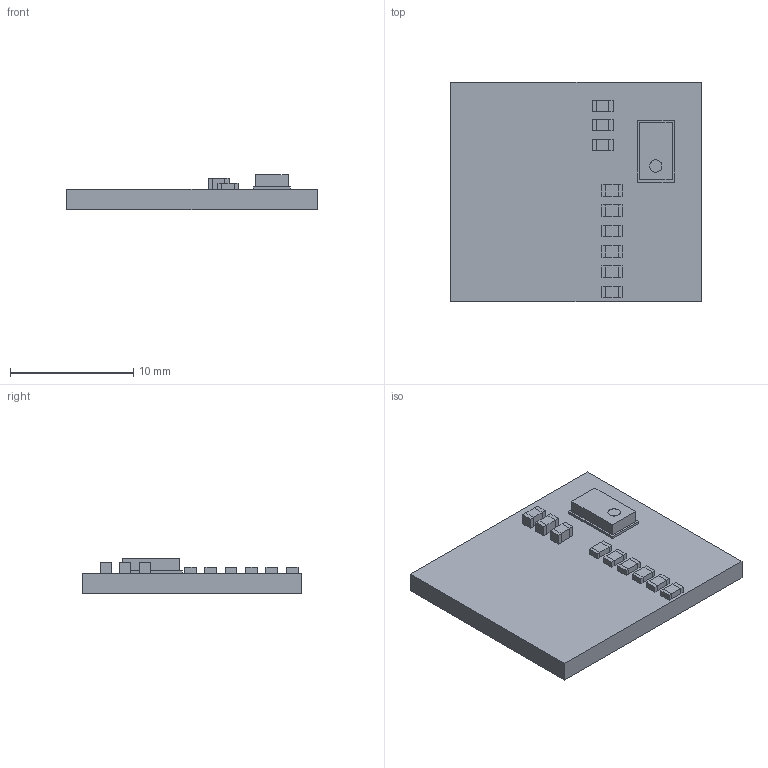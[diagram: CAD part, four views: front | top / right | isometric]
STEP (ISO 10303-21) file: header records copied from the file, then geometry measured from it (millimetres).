
FILE_DESCRIPTION(('Open CASCADE Model'),'2;1');
FILE_NAME('Open CASCADE Shape Model','2018-04-23T21:18:01',('Author'),( 'Open CASCADE'),'Open CASCADE STEP processor 6.5','Open CASCADE 6.5' ,'Unknown');
FILE_SCHEMA(('AUTOMOTIVE_DESIGN { 1 0 10303 214 1 1 1 1 }'));
Length unit declared in the file: millimetre
Products named in the file (26): PCB; Board; C3; 1175837456; Extruded; 1175837712; R6; 1189094528; 1189094656; R5; R4; R3; R2; R1; C1; C2; U1; 1176258016; 1176246880; 1146424560; Cylinder
Assembly tree (48 placements, depth 4):
  PCB
    Board
    C3
      1175837456
        Extruded
      1175837712  x2
        Extruded
    R6
      1189094528
        Extruded
      1189094656  x2
        Extruded
    R5
      1189094528
        Extruded
      1189094656  x2
        Extruded
    R4
      1189094528
        Extruded
      1189094656  x2
        Extruded
    R3
      1189094528
        Extruded
      1189094656  x2
        Extruded
    R2
      1189094528
        Extruded
      1189094656  x2
        Extruded
    R1
      1189094528
        Extruded
      1189094656  x2
        Extruded
    C1
      1175837712  x2
        Extruded
      1175837456
        Extruded
    C2
      1175837456
        Extruded
      1175837712  x2
        Extruded
    U1
      1176258016
        Extruded
      1176246880
        Extruded
      1146424560
        Cylinder
Bounding box: 20.32 x 17.78 x 2.86 mm (x, y, z)
Volume: 618.8 mm3; surface area: 1000.8 mm2
Topology: 31 solids, 31 shells, 183 faces, 363 edges, 242 vertices
Faces by surface type: plane 182, cylinder 1
Full cylindrical faces by diameter (mm): 1 x1
Entity records: 2973 total; most frequent: DIRECTION 447, CARTESIAN_POINT 427, LINE 255, VECTOR 255, ORIENTED_EDGE 174, PCURVE 174, DEFINITIONAL_REPRESENTATION 174, AXIS2_PLACEMENT_3D 96
